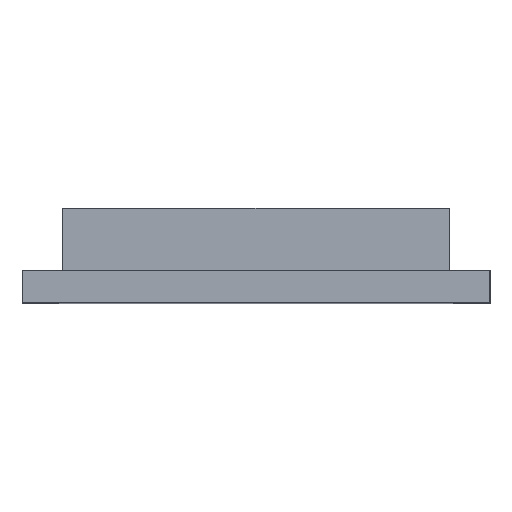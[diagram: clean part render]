
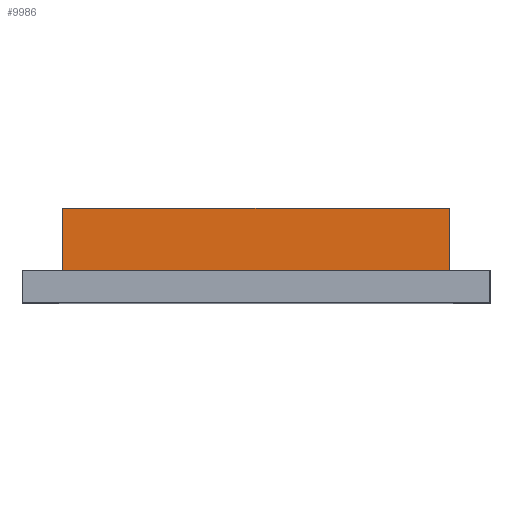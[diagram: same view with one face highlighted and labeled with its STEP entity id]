
A CAD part, top view. The second image highlights one B-rep face of the part: STEP entity #9986.
In plain terms, the highlighted planar face has unit normal (0, 0, 1).
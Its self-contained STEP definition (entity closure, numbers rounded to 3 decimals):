
#234 = VERTEX_POINT ( 'NONE', #3765 ) ;
#1123 = VECTOR ( 'NONE', #5257, 1000. ) ;
#1447 = CARTESIAN_POINT ( 'NONE',  ( -4.75, 2.32, 7.5 ) ) ;
#1550 = DIRECTION ( 'NONE',  ( 0., -1., 0. ) ) ;
#1555 = CARTESIAN_POINT ( 'NONE',  ( -4.75, 2.32, 7.5 ) ) ;
#1823 = DIRECTION ( 'NONE',  ( 1., 0., 0. ) ) ;
#2201 = VECTOR ( 'NONE', #11710, 1000. ) ;
#3618 = VECTOR ( 'NONE', #1550, 1000. ) ;
#3765 = CARTESIAN_POINT ( 'NONE',  ( -4.75, 0.8, 7.5 ) ) ;
#4420 = LINE ( 'NONE', #1447, #3618 ) ;
#4425 = VERTEX_POINT ( 'NONE', #8167 ) ;
#4886 = CARTESIAN_POINT ( 'NONE',  ( -4.75, 2.32, 7.5 ) ) ;
#5002 = EDGE_CURVE ( 'NONE', #234, #4425, #13117, .T. ) ;
#5257 = DIRECTION ( 'NONE',  ( 1., 0., 0. ) ) ;
#6310 = EDGE_CURVE ( 'NONE', #12333, #7456, #9584, .T. ) ;
#7456 = VERTEX_POINT ( 'NONE', #9881 ) ;
#8167 = CARTESIAN_POINT ( 'NONE',  ( 4.75, 0.8, 7.5 ) ) ;
#8235 = AXIS2_PLACEMENT_3D ( 'NONE', #1555, #12001, #9211 ) ;
#8729 = EDGE_CURVE ( 'NONE', #7456, #4425, #19486, .T. ) ;
#9211 = DIRECTION ( 'NONE',  ( -1., 0., 0. ) ) ;
#9327 = PLANE ( 'NONE',  #8235 ) ;
#9584 = LINE ( 'NONE', #4886, #12498 ) ;
#9808 = EDGE_LOOP ( 'NONE', ( #16146, #11037, #14253, #18882 ) ) ;
#9881 = CARTESIAN_POINT ( 'NONE',  ( 4.75, 2.32, 7.5 ) ) ;
#9986 = ADVANCED_FACE ( 'NONE', ( #12088 ), #9327, .F. ) ;
#10177 = CARTESIAN_POINT ( 'NONE',  ( 4.75, 2.32, 7.5 ) ) ;
#11037 = ORIENTED_EDGE ( 'NONE', *, *, #8729, .F. ) ;
#11710 = DIRECTION ( 'NONE',  ( 0., -1., 0. ) ) ;
#12001 = DIRECTION ( 'NONE',  ( 0., 0., -1. ) ) ;
#12088 = FACE_OUTER_BOUND ( 'NONE', #9808, .T. ) ;
#12333 = VERTEX_POINT ( 'NONE', #12698 ) ;
#12498 = VECTOR ( 'NONE', #1823, 1000. ) ;
#12698 = CARTESIAN_POINT ( 'NONE',  ( -4.75, 2.32, 7.5 ) ) ;
#13117 = LINE ( 'NONE', #16082, #1123 ) ;
#14253 = ORIENTED_EDGE ( 'NONE', *, *, #6310, .F. ) ;
#16082 = CARTESIAN_POINT ( 'NONE',  ( -4.75, 0.8, 7.5 ) ) ;
#16146 = ORIENTED_EDGE ( 'NONE', *, *, #5002, .T. ) ;
#18882 = ORIENTED_EDGE ( 'NONE', *, *, #20102, .T. ) ;
#19486 = LINE ( 'NONE', #10177, #2201 ) ;
#20102 = EDGE_CURVE ( 'NONE', #12333, #234, #4420, .T. ) ;
